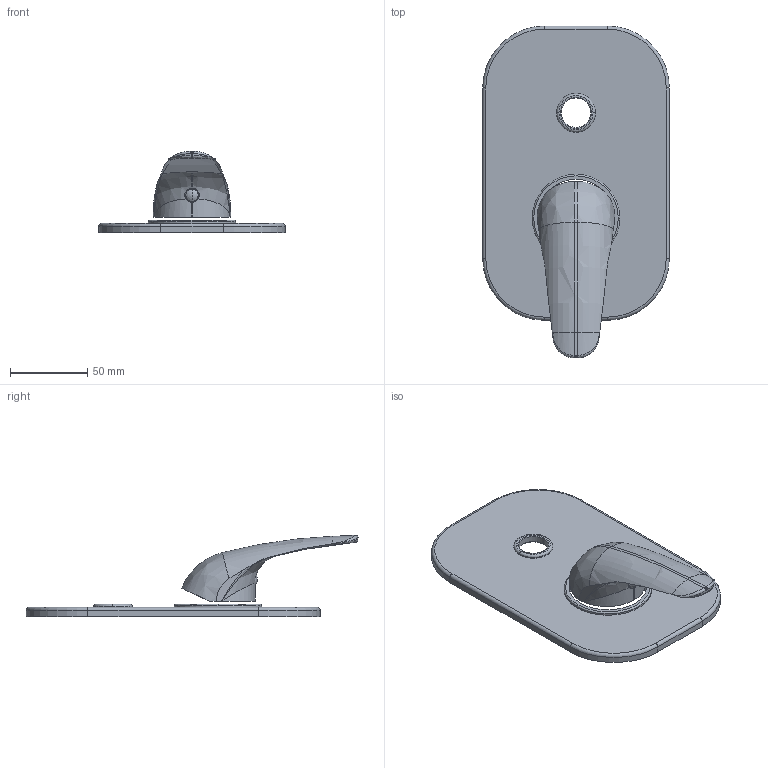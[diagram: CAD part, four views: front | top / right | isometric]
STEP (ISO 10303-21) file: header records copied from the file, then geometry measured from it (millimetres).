
FILE_DESCRIPTION((''),'2;1');
FILE_NAME('DU015CREST','2021-11-09T15:16:16',('ut3'),('PAFFONI SpA'),'CREO PARAMETRIC BY PTC INC, 2020044','CREO PARAMETRIC BY PTC INC, 2020044','');
FILE_SCHEMA(('CONFIG_CONTROL_DESIGN','SHAPE_APPEARANCE_LAYERS_GROUPS'));
Length unit declared in the file: millimetre
Products named in the file (1): DU015CREST
Bounding box: 120.5 x 214.4 x 52.52 mm (x, y, z)
Volume: 57510.4 mm3; surface area: 61789.2 mm2
Topology: 2 solids, 2 shells, 169 faces, 426 edges, 264 vertices
Faces by surface type: cylinder 58, plane 53, torus 20, bspline 18, cone 14, sphere 6
Entity records: 8070 total; most frequent: CARTESIAN_POINT 2859, ORIENTED_EDGE 844, DIRECTION 816, EDGE_CURVE 422, AXIS2_PLACEMENT_3D 327, VERTEX_POINT 264, EDGE_LOOP 188, CIRCLE 176
